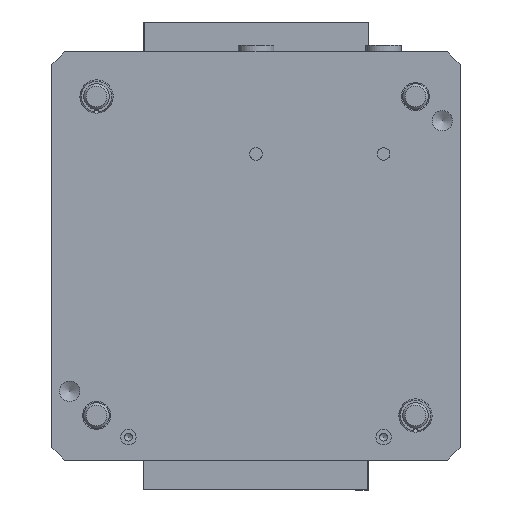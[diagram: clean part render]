
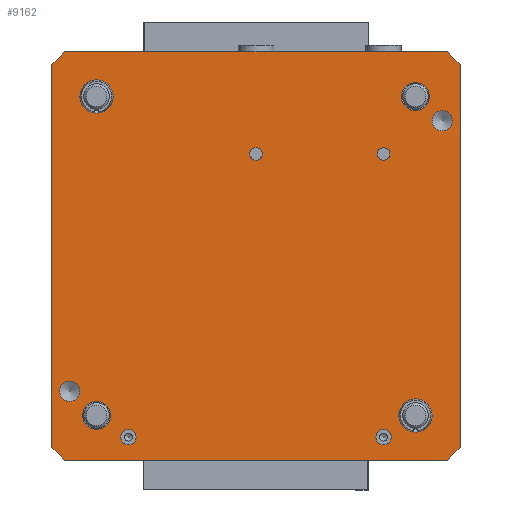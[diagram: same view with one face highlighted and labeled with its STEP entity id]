
A CAD part, front view. The second image highlights one B-rep face of the part: STEP entity #9162.
In plain terms, the highlighted planar face has unit normal (0, -1, 0).
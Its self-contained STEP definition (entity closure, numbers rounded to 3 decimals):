
#538=LINE('',#14530,#1237);
#543=LINE('',#14554,#1242);
#557=LINE('',#14580,#1256);
#559=LINE('',#14584,#1258);
#561=LINE('',#14588,#1260);
#764=LINE('',#15132,#1463);
#770=LINE('',#15163,#1469);
#771=LINE('',#15166,#1470);
#1237=VECTOR('',#11754,10.);
#1242=VECTOR('',#11783,10.);
#1256=VECTOR('',#11805,10.);
#1258=VECTOR('',#11809,10.);
#1260=VECTOR('',#11813,10.);
#1463=VECTOR('',#12352,10.);
#1469=VECTOR('',#12400,10.);
#1470=VECTOR('',#12405,10.);
#1705=FACE_BOUND('',#3072,.T.);
#1706=FACE_BOUND('',#3073,.T.);
#1707=FACE_BOUND('',#3074,.T.);
#1708=FACE_BOUND('',#3075,.T.);
#1709=FACE_BOUND('',#3076,.T.);
#1710=FACE_BOUND('',#3077,.T.);
#1711=FACE_BOUND('',#3078,.T.);
#1712=FACE_BOUND('',#3079,.T.);
#1713=FACE_BOUND('',#3080,.T.);
#1714=FACE_BOUND('',#3081,.T.);
#2419=FACE_OUTER_BOUND('',#3071,.T.);
#3071=EDGE_LOOP('',(#7518,#7519,#7520,#7521,#7522,#7523,#7524,#7525));
#3072=EDGE_LOOP('',(#7526));
#3073=EDGE_LOOP('',(#7527));
#3074=EDGE_LOOP('',(#7528));
#3075=EDGE_LOOP('',(#7529));
#3076=EDGE_LOOP('',(#7530,#7531));
#3077=EDGE_LOOP('',(#7532,#7533));
#3078=EDGE_LOOP('',(#7534));
#3079=EDGE_LOOP('',(#7535));
#3080=EDGE_LOOP('',(#7536));
#3081=EDGE_LOOP('',(#7537));
#3302=CIRCLE('',#9640,6.5);
#3305=CIRCLE('',#9646,6.5);
#3307=CIRCLE('',#9650,6.5);
#3310=CIRCLE('',#9656,6.5);
#3318=CIRCLE('',#9686,2.459);
#3320=CIRCLE('',#9689,2.459);
#3325=CIRCLE('',#9699,3.);
#3329=CIRCLE('',#9707,3.);
#3416=CIRCLE('',#9925,4.);
#3418=CIRCLE('',#9929,4.);
#3490=CIRCLE('',#10113,5.5);
#3492=CIRCLE('',#10118,5.5);
#3564=VERTEX_POINT('',#12869);
#3593=VERTEX_POINT('',#12964);
#3745=VERTEX_POINT('',#13677);
#3748=VERTEX_POINT('',#13694);
#3800=VERTEX_POINT('',#13860);
#3802=VERTEX_POINT('',#13865);
#3807=VERTEX_POINT('',#13880);
#3811=VERTEX_POINT('',#13892);
#4019=VERTEX_POINT('',#14527);
#4020=VERTEX_POINT('',#14529);
#4022=VERTEX_POINT('',#14537);
#4024=VERTEX_POINT('',#14543);
#4026=VERTEX_POINT('',#14551);
#4027=VERTEX_POINT('',#14553);
#4035=VERTEX_POINT('',#14578);
#4036=VERTEX_POINT('',#14582);
#4037=VERTEX_POINT('',#14586);
#4210=VERTEX_POINT('',#15131);
#4212=VERTEX_POINT('',#15143);
#4214=VERTEX_POINT('',#15152);
#4636=EDGE_CURVE('',#3593,#3745,#3302,.T.);
#4639=EDGE_CURVE('',#3745,#3593,#3305,.T.);
#4645=EDGE_CURVE('',#3564,#3748,#3307,.T.);
#4648=EDGE_CURVE('',#3748,#3564,#3310,.T.);
#4718=EDGE_CURVE('',#3800,#3800,#3318,.T.);
#4720=EDGE_CURVE('',#3802,#3802,#3320,.T.);
#4725=EDGE_CURVE('',#3807,#3807,#3325,.T.);
#4729=EDGE_CURVE('',#3811,#3811,#3329,.T.);
#5037=EDGE_CURVE('',#4019,#4020,#538,.T.);
#5040=EDGE_CURVE('',#4022,#4022,#3416,.T.);
#5042=EDGE_CURVE('',#4024,#4024,#3418,.T.);
#5047=EDGE_CURVE('',#4026,#4027,#543,.T.);
#5062=EDGE_CURVE('',#4026,#4035,#557,.T.);
#5064=EDGE_CURVE('',#4036,#4019,#559,.T.);
#5066=EDGE_CURVE('',#4037,#4036,#561,.T.);
#5337=EDGE_CURVE('',#4210,#4027,#764,.T.);
#5342=EDGE_CURVE('',#4212,#4212,#3490,.T.);
#5346=EDGE_CURVE('',#4214,#4214,#3492,.T.);
#5347=EDGE_CURVE('',#4210,#4037,#770,.T.);
#5348=EDGE_CURVE('',#4020,#4035,#771,.T.);
#7518=ORIENTED_EDGE('',*,*,#5347,.F.);
#7519=ORIENTED_EDGE('',*,*,#5337,.T.);
#7520=ORIENTED_EDGE('',*,*,#5047,.F.);
#7521=ORIENTED_EDGE('',*,*,#5062,.T.);
#7522=ORIENTED_EDGE('',*,*,#5348,.F.);
#7523=ORIENTED_EDGE('',*,*,#5037,.F.);
#7524=ORIENTED_EDGE('',*,*,#5064,.F.);
#7525=ORIENTED_EDGE('',*,*,#5066,.F.);
#7526=ORIENTED_EDGE('',*,*,#4720,.T.);
#7527=ORIENTED_EDGE('',*,*,#4718,.T.);
#7528=ORIENTED_EDGE('',*,*,#4725,.T.);
#7529=ORIENTED_EDGE('',*,*,#4729,.T.);
#7530=ORIENTED_EDGE('',*,*,#4645,.T.);
#7531=ORIENTED_EDGE('',*,*,#4648,.T.);
#7532=ORIENTED_EDGE('',*,*,#4636,.T.);
#7533=ORIENTED_EDGE('',*,*,#4639,.T.);
#7534=ORIENTED_EDGE('',*,*,#5040,.T.);
#7535=ORIENTED_EDGE('',*,*,#5042,.T.);
#7536=ORIENTED_EDGE('',*,*,#5342,.T.);
#7537=ORIENTED_EDGE('',*,*,#5346,.T.);
#8106=PLANE('',#10129);
#9162=ADVANCED_FACE('',(#2419,#1705,#1706,#1707,#1708,#1709,#1710,#1711,
#1712,#1713,#1714),#8106,.T.);
#9640=AXIS2_PLACEMENT_3D('',#13683,#10918,#10919);
#9646=AXIS2_PLACEMENT_3D('',#13689,#10930,#10931);
#9650=AXIS2_PLACEMENT_3D('',#13700,#10942,#10943);
#9656=AXIS2_PLACEMENT_3D('',#13706,#10954,#10955);
#9686=AXIS2_PLACEMENT_3D('',#13861,#11070,#11071);
#9689=AXIS2_PLACEMENT_3D('',#13866,#11076,#11077);
#9699=AXIS2_PLACEMENT_3D('',#13881,#11096,#11097);
#9707=AXIS2_PLACEMENT_3D('',#13893,#11112,#11113);
#9925=AXIS2_PLACEMENT_3D('',#14538,#11764,#11765);
#9929=AXIS2_PLACEMENT_3D('',#14544,#11772,#11773);
#10113=AXIS2_PLACEMENT_3D('',#15144,#12368,#12369);
#10118=AXIS2_PLACEMENT_3D('',#15153,#12380,#12381);
#10129=AXIS2_PLACEMENT_3D('',#15165,#12403,#12404);
#10918=DIRECTION('center_axis',(0.,1.,0.));
#10919=DIRECTION('ref_axis',(-1.,0.,0.));
#10930=DIRECTION('center_axis',(0.,1.,0.));
#10931=DIRECTION('ref_axis',(-1.,0.,0.));
#10942=DIRECTION('center_axis',(0.,1.,0.));
#10943=DIRECTION('ref_axis',(-1.,0.,0.));
#10954=DIRECTION('center_axis',(0.,1.,0.));
#10955=DIRECTION('ref_axis',(-1.,0.,0.));
#11070=DIRECTION('center_axis',(0.,1.,0.));
#11071=DIRECTION('ref_axis',(-1.,0.,0.));
#11076=DIRECTION('center_axis',(0.,1.,0.));
#11077=DIRECTION('ref_axis',(-1.,0.,0.));
#11096=DIRECTION('center_axis',(0.,1.,0.));
#11097=DIRECTION('ref_axis',(-1.,0.,0.));
#11112=DIRECTION('center_axis',(0.,1.,0.));
#11113=DIRECTION('ref_axis',(-1.,0.,0.));
#11754=DIRECTION('',(0.,0.,-1.));
#11764=DIRECTION('center_axis',(0.,1.,0.));
#11765=DIRECTION('ref_axis',(-1.,0.,0.));
#11772=DIRECTION('center_axis',(0.,1.,0.));
#11773=DIRECTION('ref_axis',(-1.,0.,0.));
#11783=DIRECTION('',(-0.707,0.,0.707));
#11805=DIRECTION('',(1.,0.,0.));
#11809=DIRECTION('',(0.707,0.,-0.707));
#11813=DIRECTION('',(1.,0.,0.));
#12352=DIRECTION('',(0.,0.,-1.));
#12368=DIRECTION('center_axis',(0.,1.,0.));
#12369=DIRECTION('ref_axis',(-1.,0.,0.));
#12380=DIRECTION('center_axis',(0.,1.,0.));
#12381=DIRECTION('ref_axis',(-1.,0.,0.));
#12400=DIRECTION('',(0.707,0.,0.707));
#12403=DIRECTION('center_axis',(0.,-1.,0.));
#12404=DIRECTION('ref_axis',(0.,0.,
1.));
#12405=DIRECTION('',(-0.707,0.,-0.707));
#12869=CARTESIAN_POINT('',(140.653,0.491,79.739));
#12964=CARTESIAN_POINT('',(15.653,0.491,204.739));
#13677=CARTESIAN_POINT('',(14.024,0.491,204.739));
#13683=CARTESIAN_POINT('Origin',(14.839,0.491,198.29));
#13689=CARTESIAN_POINT('Origin',(14.839,0.491,198.29));
#13694=CARTESIAN_POINT('',(139.024,0.491,79.739));
#13700=CARTESIAN_POINT('Origin',(139.839,0.491,73.29));
#13706=CARTESIAN_POINT('Origin',(139.839,0.491,73.29));
#13860=CARTESIAN_POINT('',(74.88,0.491,95.79));
#13861=CARTESIAN_POINT('Origin',(77.339,0.491,95.79));
#13865=CARTESIAN_POINT('',(24.88,0.491,95.79));
#13866=CARTESIAN_POINT('Origin',(27.339,0.491,95.79));
#13880=CARTESIAN_POINT('',(124.339,0.491,206.79));
#13881=CARTESIAN_POINT('Origin',(127.339,0.491,206.79));
#13892=CARTESIAN_POINT('',(24.339,0.491,206.79));
#13893=CARTESIAN_POINT('Origin',(27.339,0.491,206.79));
#14527=CARTESIAN_POINT('',(157.339,0.491,210.79));
#14529=CARTESIAN_POINT('',(157.339,0.491,60.79));
#14530=CARTESIAN_POINT('',(157.339,0.491,215.79));
#14537=CARTESIAN_POINT('',(0.339,0.491,82.79));
#14538=CARTESIAN_POINT('Origin',(4.339,0.491,82.79));
#14543=CARTESIAN_POINT('',(146.339,0.491,188.79));
#14544=CARTESIAN_POINT('Origin',(150.339,0.491,188.79));
#14551=CARTESIAN_POINT('',(2.339,0.491,55.79));
#14553=CARTESIAN_POINT('',(-2.661,0.491,60.79));
#14554=CARTESIAN_POINT('',(-79.161,0.491,137.29));
#14578=CARTESIAN_POINT('',(152.339,0.491,55.79));
#14580=CARTESIAN_POINT('',(-158.661,0.491,55.79));
#14582=CARTESIAN_POINT('',(152.339,0.491,215.79));
#14584=CARTESIAN_POINT('',(75.839,0.491,292.29));
#14586=CARTESIAN_POINT('',(2.339,0.491,215.79));
#14588=CARTESIAN_POINT('',(-158.661,0.491,215.79));
#15131=CARTESIAN_POINT('',(-2.661,0.491,210.79));
#15132=CARTESIAN_POINT('',(-2.661,0.491,135.79));
#15143=CARTESIAN_POINT('',(20.339,0.491,73.29));
#15144=CARTESIAN_POINT('Origin',(14.839,0.491,73.29));
#15152=CARTESIAN_POINT('',(145.339,0.491,198.29));
#15153=CARTESIAN_POINT('Origin',(139.839,0.491,198.29));
#15163=CARTESIAN_POINT('',(-39.161,0.491,174.29));
#15165=CARTESIAN_POINT('Origin',(-158.661,0.491,215.79));
#15166=CARTESIAN_POINT('',(115.839,0.491,19.29));
